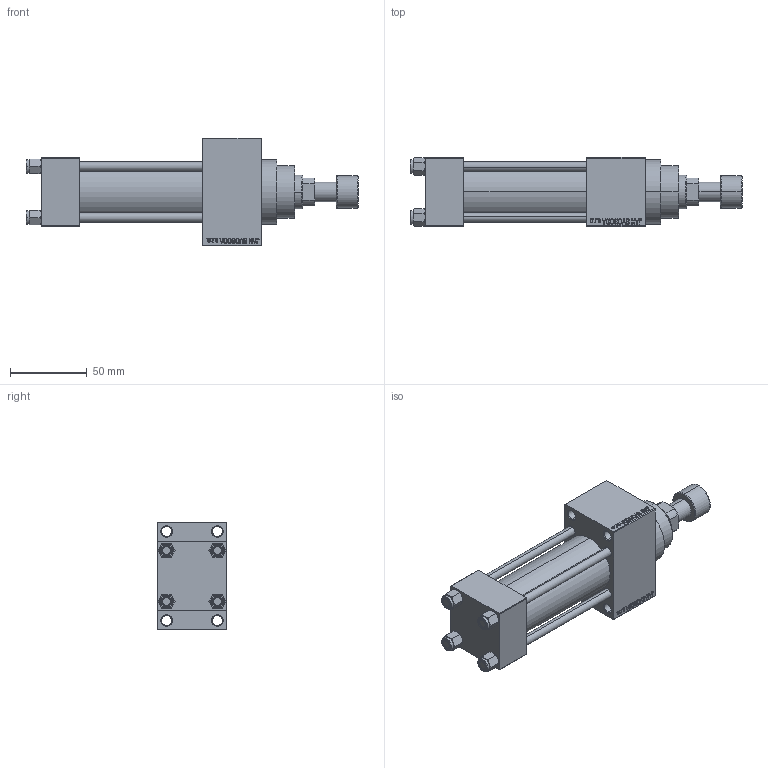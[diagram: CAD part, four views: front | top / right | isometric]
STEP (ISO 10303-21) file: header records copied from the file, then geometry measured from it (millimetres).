
FILE_DESCRIPTION (( 'STEP AP203' ), '1' );
FILE_NAME ('078c.STEP', '2022-04-16T07:11:00', ( '' ), ( '' ), 'SwSTEP 2.0', 'SolidWorks 2019', '' );
FILE_SCHEMA (( 'CONFIG_CONTROL_DESIGN' ));
Length unit declared in the file: millimetre
Products named in the file (7): 078c; V215CR_D_TYCINKA d4906de68a8c3d10a81e786e4dc59a7e; V215_VC_A d4906de68a8c3d10a81e786e4dc59a7e; V215CR_D_Body d4906de68a8c3d10a81e786e4dc59a7e; NUT_M5_D d4906de68a8c3d10a81e786e4dc59a7e; V215CR_VCP_D d4906de68a8c3d10a81e786e4dc59a7e; V215CR_ROD_END_F d4906de68a8c3d10a81e786e4dc59a7e
Assembly tree (12 placements, depth 2):
  078c
    V215CR_D_Body d4906de68a8c3d10a81e786e4dc59a7e
    V215CR_VCP_D d4906de68a8c3d10a81e786e4dc59a7e
    NUT_M5_D d4906de68a8c3d10a81e786e4dc59a7e  x4
    V215CR_D_TYCINKA d4906de68a8c3d10a81e786e4dc59a7e  x4
    V215_VC_A d4906de68a8c3d10a81e786e4dc59a7e
    V215CR_ROD_END_F d4906de68a8c3d10a81e786e4dc59a7e
Bounding box: 216 x 45 x 70 mm (x, y, z)
Volume: 275889.2 mm3; surface area: 92460.2 mm2
Topology: 12 solids, 12 shells, 1116 faces, 2768 edges, 1789 vertices
Faces by surface type: plane 499, bspline 368, cone 144, cylinder 93, torus 12
Entity records: 47583 total; most frequent: CARTESIAN_POINT 25101, ORIENTED_EDGE 5028, DIRECTION 3256, EDGE_CURVE 2514, VERTEX_POINT 1645, LINE 1508, VECTOR 1508, EDGE_LOOP 1129
